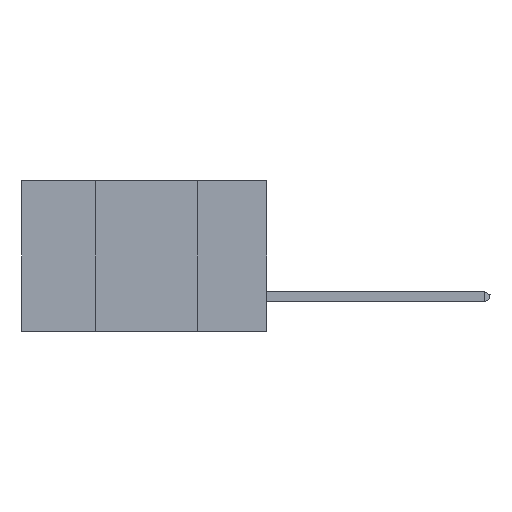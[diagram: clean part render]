
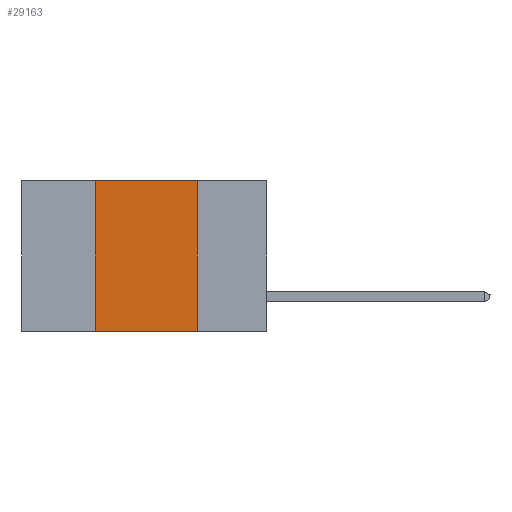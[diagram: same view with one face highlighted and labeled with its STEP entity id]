
A CAD part, left-side view. The second image highlights one B-rep face of the part: STEP entity #29163.
In plain terms, the highlighted planar face has unit normal (-1, 0, 0).
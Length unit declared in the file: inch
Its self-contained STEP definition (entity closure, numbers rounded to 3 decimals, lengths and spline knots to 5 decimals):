
#999 = ORIENTED_EDGE ( 'NONE', *, *, #23447, .T. ) ;
#1468 = DIRECTION ( 'NONE',  ( 0., 0., -1. ) ) ;
#1546 = DIRECTION ( 'NONE',  ( 0., 0., -1. ) ) ;
#1615 = VERTEX_POINT ( 'NONE', #30857 ) ;
#3567 = EDGE_LOOP ( 'NONE', ( #3970, #10099, #7320, #999 ) ) ;
#3717 = VECTOR ( 'NONE', #15060, 39.37008 ) ;
#3970 = ORIENTED_EDGE ( 'NONE', *, *, #23356, .F. ) ;
#4514 = PLANE ( 'NONE',  #35914 ) ;
#5922 = LINE ( 'NONE', #15655, #38128 ) ;
#6755 = DIRECTION ( 'NONE',  ( 1., 0., 0. ) ) ;
#7320 = ORIENTED_EDGE ( 'NONE', *, *, #19782, .F. ) ;
#8588 = LINE ( 'NONE', #38146, #3717 ) ;
#10099 = ORIENTED_EDGE ( 'NONE', *, *, #42532, .F. ) ;
#14524 = CARTESIAN_POINT ( 'NONE',  ( 0., 0.6, -0.37 ) ) ;
#15060 = DIRECTION ( 'NONE',  ( 0., 0., 1. ) ) ;
#15170 = LINE ( 'NONE', #17963, #20554 ) ;
#15220 = DIRECTION ( 'NONE',  ( 0., -1., 0. ) ) ;
#15376 = DIRECTION ( 'NONE',  ( 0., -1., 0. ) ) ;
#15655 = CARTESIAN_POINT ( 'NONE',  ( 0., 0.6, 0. ) ) ;
#17890 = CARTESIAN_POINT ( 'NONE',  ( 0., 0.6, 0. ) ) ;
#17963 = CARTESIAN_POINT ( 'NONE',  ( 0., 0.17, 0. ) ) ;
#18400 = CARTESIAN_POINT ( 'NONE',  ( 0., 0.17, 0. ) ) ;
#18829 = VERTEX_POINT ( 'NONE', #18400 ) ;
#19283 = CARTESIAN_POINT ( 'NONE',  ( 0., 0.17, -0.37 ) ) ;
#19782 = EDGE_CURVE ( 'NONE', #1615, #32755, #8588, .T. ) ;
#20554 = VECTOR ( 'NONE', #1546, 39.37008 ) ;
#21063 = CARTESIAN_POINT ( 'NONE',  ( 0., 0.42, 0. ) ) ;
#21641 = LINE ( 'NONE', #14524, #28121 ) ;
#23356 = EDGE_CURVE ( 'NONE', #18829, #25926, #15170, .T. ) ;
#23447 = EDGE_CURVE ( 'NONE', #1615, #25926, #21641, .T. ) ;
#25926 = VERTEX_POINT ( 'NONE', #19283 ) ;
#28121 = VECTOR ( 'NONE', #15376, 39.37008 ) ;
#29163 = ADVANCED_FACE ( 'NONE', ( #36538 ), #4514, .F. ) ;
#30857 = CARTESIAN_POINT ( 'NONE',  ( 0., 0.42, -0.37 ) ) ;
#32755 = VERTEX_POINT ( 'NONE', #21063 ) ;
#35914 = AXIS2_PLACEMENT_3D ( 'NONE', #17890, #6755, #1468 ) ;
#36538 = FACE_OUTER_BOUND ( 'NONE', #3567, .T. ) ;
#38128 = VECTOR ( 'NONE', #15220, 39.37008 ) ;
#38146 = CARTESIAN_POINT ( 'NONE',  ( 0., 0.42, 0. ) ) ;
#42532 = EDGE_CURVE ( 'NONE', #32755, #18829, #5922, .T. ) ;
